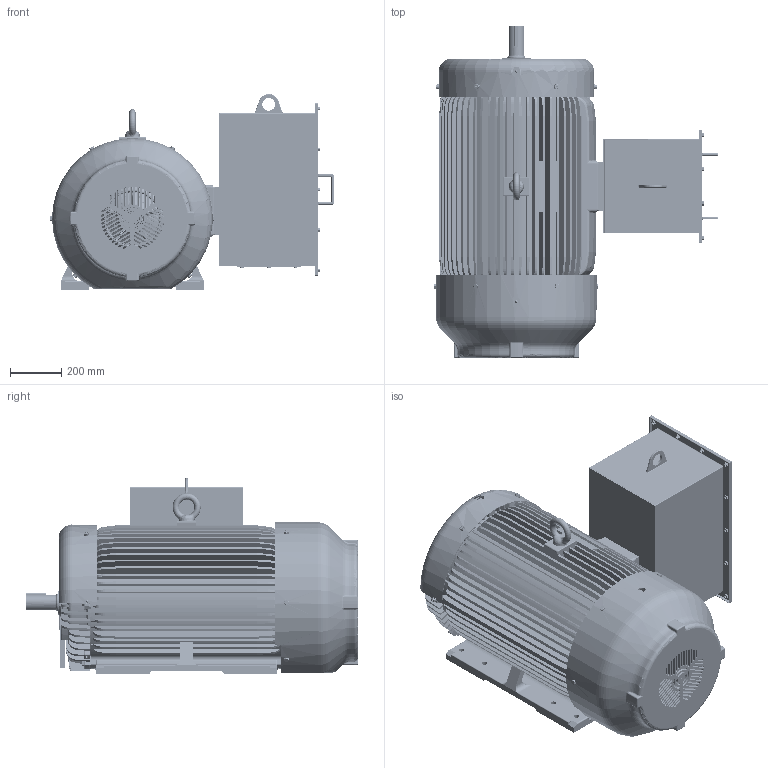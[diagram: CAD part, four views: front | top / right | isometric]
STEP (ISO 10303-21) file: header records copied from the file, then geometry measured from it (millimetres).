
FILE_DESCRIPTION(('CATIA V5 STEP Exchange'),'2;1');
FILE_NAME('31043A094-AEHH8B #449TS.stp','2016-03-07T02:27:36+00:00',('none'),('none'),'CATIA Version 5 Release 19 SP 9 (IN-10)','CATIA V5 STEP AP203','none');
FILE_SCHEMA(('CONFIG_CONTROL_DESIGN'));
Products named in the file (1): 31043A094-AEHH8B #449TS
Bounding box: 1110 x 1299.65 x 766.67 mm (x, y, z)
Volume: 76947355.6 mm3; surface area: 13461809.8 mm2
Topology: 4 solids, 67 shells, 6856 faces, 18364 edges, 11523 vertices
Faces by surface type: plane 2417, cylinder 1616, torus 1040, cone 848, bspline 728, sphere 187, revolution 20
Entity records: 271122 total; most frequent: CARTESIAN_POINT 122554, ORIENTED_EDGE 36146, DIRECTION 21052, EDGE_CURVE 18073, VERTEX_POINT 11523, AXIS2_PLACEMENT_3D 10066, EDGE_LOOP 7422, ADVANCED_FACE 6856
